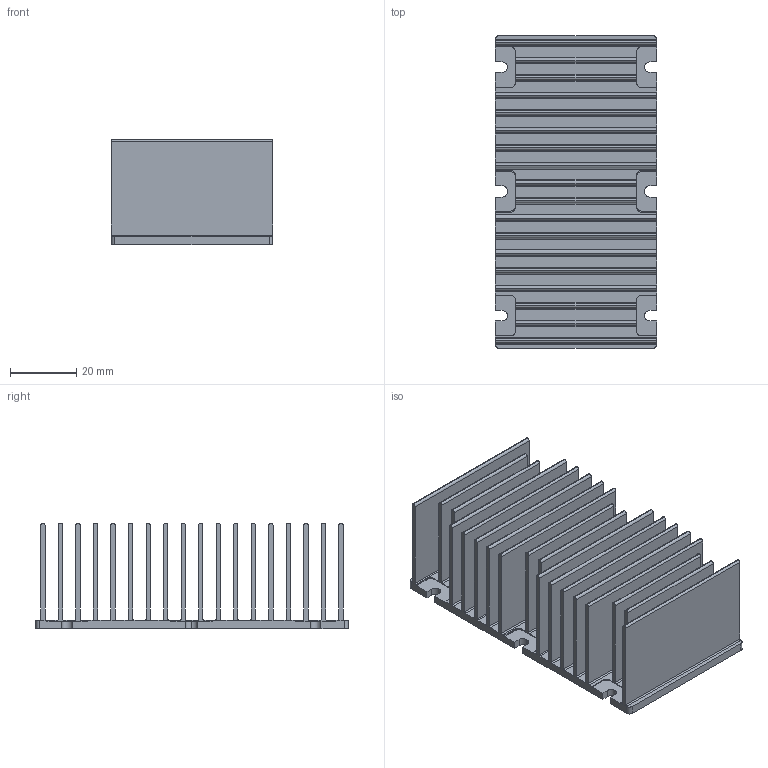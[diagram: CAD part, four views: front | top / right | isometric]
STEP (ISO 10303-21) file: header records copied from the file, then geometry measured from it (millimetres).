
FILE_DESCRIPTION(('FreeCAD Model'),'2;1');
FILE_NAME('Open CASCADE Shape Model','2025-02-19T18:20:19',(''),(''), 'Open CASCADE STEP processor 7.8','FreeCAD','Unknown');
FILE_SCHEMA(('AUTOMOTIVE_DESIGN { 1 0 10303 214 1 1 1 1 }'));
Length unit declared in the file: millimetre
Products named in the file (1): MultiTransform
Bounding box: 48.6 x 94.14 x 31.8 mm (x, y, z)
Volume: 41047.3 mm3; surface area: 57366.8 mm2
Topology: 1 solids, 1 shells, 292 faces, 782 edges, 492 vertices
Faces by surface type: plane 196, cylinder 96
Entity records: 9020 total; most frequent: CARTESIAN_POINT 1567, DIRECTION 1564, ORIENTED_EDGE 1564, EDGE_CURVE 782, LINE 586, VECTOR 586, VERTEX_POINT 492, AXIS2_PLACEMENT_3D 489
